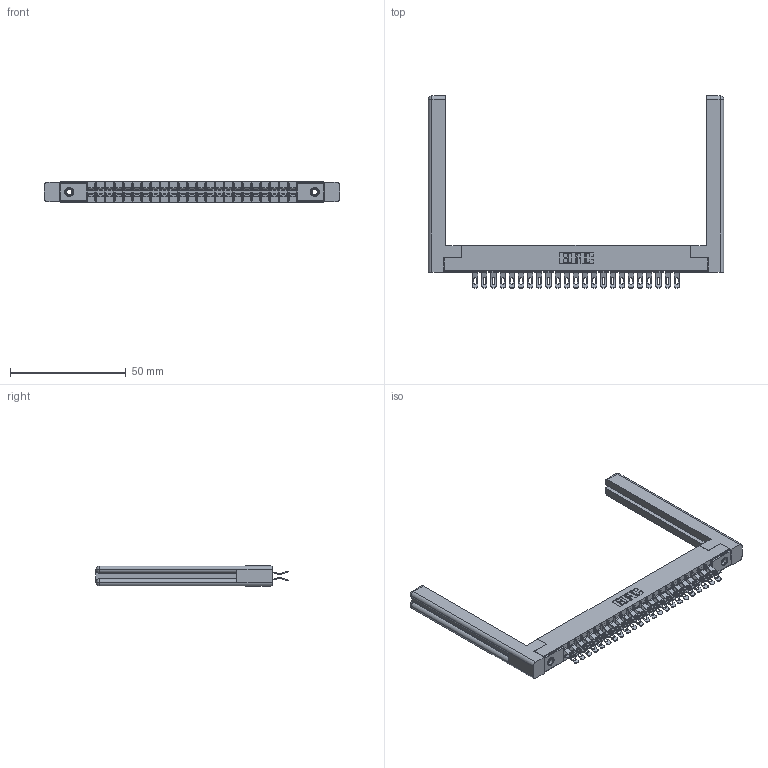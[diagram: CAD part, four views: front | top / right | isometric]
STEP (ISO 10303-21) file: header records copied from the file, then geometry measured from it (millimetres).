
FILE_DESCRIPTION (( 'STEP AP203' ), '1' );
FILE_NAME ('305-046-555-558.STEP', '2019-09-09T20:44:34', ( '' ), ( '' ), 'SwSTEP 2.0', 'SolidWorks 2016', '' );
FILE_SCHEMA (( 'CONFIG_CONTROL_DESIGN' ));
Length unit declared in the file: inch
Products named in the file (5): 305 Part_.156 Dia; 305-290-001_555; 305-046-555-558; 345-250-001_345-250-001-102; 307-220-058
Assembly tree (51 placements, depth 2):
  305-046-555-558
    305 Part_.156 Dia
    305-290-001_555  x46
    345-250-001_345-250-001-102  x2
    307-220-058  x2
Bounding box: 127.76 x 83.06 x 8.71 mm (x, y, z)
Volume: 15549.3 mm3; surface area: 21383.4 mm2
Topology: 51 solids, 51 shells, 3294 faces, 9755 edges, 6366 vertices
Faces by surface type: plane 1624, cylinder 1554, sphere 92, cone 12, torus 12
Entity records: 30473 total; most frequent: CARTESIAN_POINT 5076, ORIENTED_EDGE 4968, DIRECTION 4882, EDGE_CURVE 2484, LINE 1958, VECTOR 1958, VERTEX_POINT 1586, AXIS2_PLACEMENT_3D 1462
